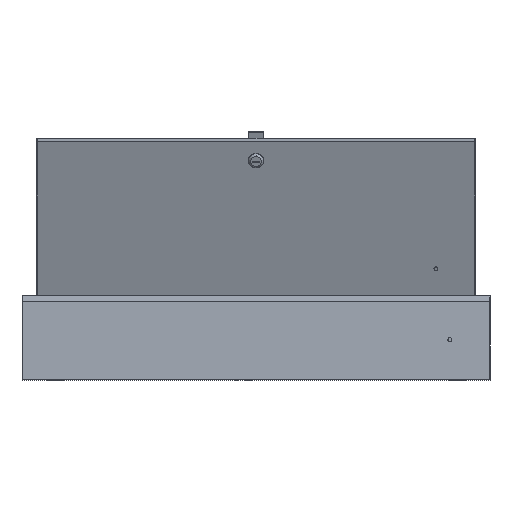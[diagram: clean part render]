
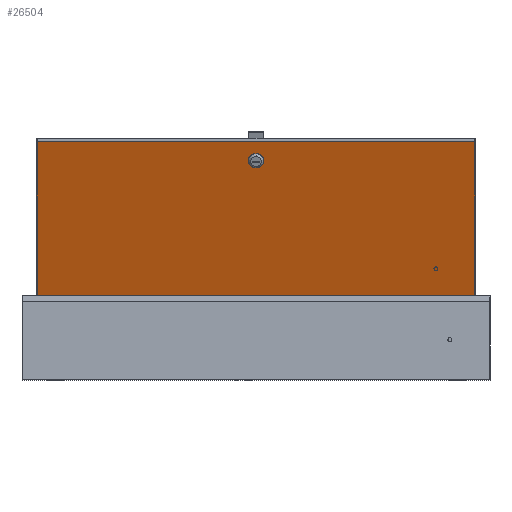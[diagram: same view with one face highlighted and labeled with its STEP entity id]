
A CAD part, left-side view. The second image highlights one B-rep face of the part: STEP entity #26504.
In plain terms, the highlighted face is planar.
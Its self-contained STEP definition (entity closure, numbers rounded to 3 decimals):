
#305 = VERTEX_POINT ( 'NONE', #19143 ) ;
#984 = VERTEX_POINT ( 'NONE', #13424 ) ;
#2246 = LINE ( 'NONE', #22766, #22086 ) ;
#2826 = CIRCLE ( 'NONE', #18874, 11.5 ) ;
#2894 = ORIENTED_EDGE ( 'NONE', *, *, #23448, .T. ) ;
#3556 = VECTOR ( 'NONE', #18376, 1000. ) ;
#3973 = CARTESIAN_POINT ( 'NONE',  ( -133., -333., 0. ) ) ;
#5569 = DIRECTION ( 'NONE',  ( 0., 0., 1. ) ) ;
#6178 = DIRECTION ( 'NONE',  ( 0., 0., 1. ) ) ;
#6414 = CARTESIAN_POINT ( 'NONE',  ( 133., -333., 0. ) ) ;
#6469 = DIRECTION ( 'NONE',  ( 1., 0., 0. ) ) ;
#8772 = AXIS2_PLACEMENT_3D ( 'NONE', #25239, #20168, #6469 ) ;
#9408 = VECTOR ( 'NONE', #11354, 1000. ) ;
#9511 = CARTESIAN_POINT ( 'NONE',  ( 133., 333., 0. ) ) ;
#9521 = CIRCLE ( 'NONE', #14156, 11.5 ) ;
#9918 = EDGE_LOOP ( 'NONE', ( #2894, #12280, #13061, #26632 ) ) ;
#9942 = LINE ( 'NONE', #9511, #21174 ) ;
#11027 = LINE ( 'NONE', #21572, #3556 ) ;
#11235 = ORIENTED_EDGE ( 'NONE', *, *, #26059, .F. ) ;
#11354 = DIRECTION ( 'NONE',  ( 0., -1., 0. ) ) ;
#11516 = ORIENTED_EDGE ( 'NONE', *, *, #17676, .F. ) ;
#12280 = ORIENTED_EDGE ( 'NONE', *, *, #14539, .T. ) ;
#13061 = ORIENTED_EDGE ( 'NONE', *, *, #24254, .T. ) ;
#13424 = CARTESIAN_POINT ( 'NONE',  ( -113.5, 0., 0. ) ) ;
#13440 = DIRECTION ( 'NONE',  ( 1., 0., 0. ) ) ;
#13713 = VERTEX_POINT ( 'NONE', #19293 ) ;
#14156 = AXIS2_PLACEMENT_3D ( 'NONE', #17427, #5569, #22472 ) ;
#14539 = EDGE_CURVE ( 'NONE', #23839, #19757, #11027, .T. ) ;
#16372 = LINE ( 'NONE', #23716, #9408 ) ;
#16730 = VERTEX_POINT ( 'NONE', #19395 ) ;
#17104 = EDGE_CURVE ( 'NONE', #13713, #16730, #2246, .T. ) ;
#17427 = CARTESIAN_POINT ( 'NONE',  ( -102., 0., 0. ) ) ;
#17676 = EDGE_CURVE ( 'NONE', #984, #305, #9521, .T. ) ;
#18376 = DIRECTION ( 'NONE',  ( 1., 0., 0. ) ) ;
#18515 = CARTESIAN_POINT ( 'NONE',  ( -102., 0., 0. ) ) ;
#18874 = AXIS2_PLACEMENT_3D ( 'NONE', #18515, #6178, #13440 ) ;
#19143 = CARTESIAN_POINT ( 'NONE',  ( -90.5, 0., 0. ) ) ;
#19293 = CARTESIAN_POINT ( 'NONE',  ( 133., 333., 0. ) ) ;
#19395 = CARTESIAN_POINT ( 'NONE',  ( -133., 333., 0. ) ) ;
#19757 = VERTEX_POINT ( 'NONE', #6414 ) ;
#20168 = DIRECTION ( 'NONE',  ( 0., 0., 1. ) ) ;
#20626 = FACE_BOUND ( 'NONE', #22689, .T. ) ;
#21174 = VECTOR ( 'NONE', #25961, 1000. ) ;
#21572 = CARTESIAN_POINT ( 'NONE',  ( -133., -333., 0. ) ) ;
#22086 = VECTOR ( 'NONE', #27387, 1000. ) ;
#22472 = DIRECTION ( 'NONE',  ( 1., 0., 0. ) ) ;
#22689 = EDGE_LOOP ( 'NONE', ( #11235, #11516 ) ) ;
#22766 = CARTESIAN_POINT ( 'NONE',  ( -133., 333., 0. ) ) ;
#23363 = PLANE ( 'NONE',  #8772 ) ;
#23448 = EDGE_CURVE ( 'NONE', #16730, #23839, #16372, .T. ) ;
#23716 = CARTESIAN_POINT ( 'NONE',  ( -133., 333., 0. ) ) ;
#23839 = VERTEX_POINT ( 'NONE', #3973 ) ;
#24254 = EDGE_CURVE ( 'NONE', #19757, #13713, #9942, .T. ) ;
#24307 = FACE_OUTER_BOUND ( 'NONE', #9918, .T. ) ;
#25239 = CARTESIAN_POINT ( 'NONE',  ( 0., 0., 0. ) ) ;
#25961 = DIRECTION ( 'NONE',  ( 0., 1., 0. ) ) ;
#26059 = EDGE_CURVE ( 'NONE', #305, #984, #2826, .T. ) ;
#26504 = ADVANCED_FACE ( 'NONE', ( #20626, #24307 ), #23363, .T. ) ;
#26632 = ORIENTED_EDGE ( 'NONE', *, *, #17104, .T. ) ;
#27387 = DIRECTION ( 'NONE',  ( -1., 0., 0. ) ) ;
